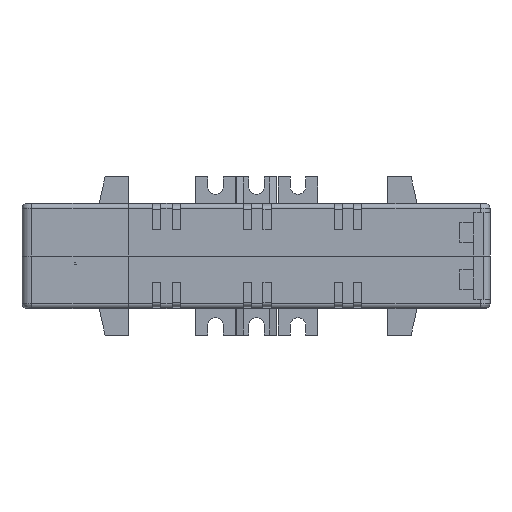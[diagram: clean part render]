
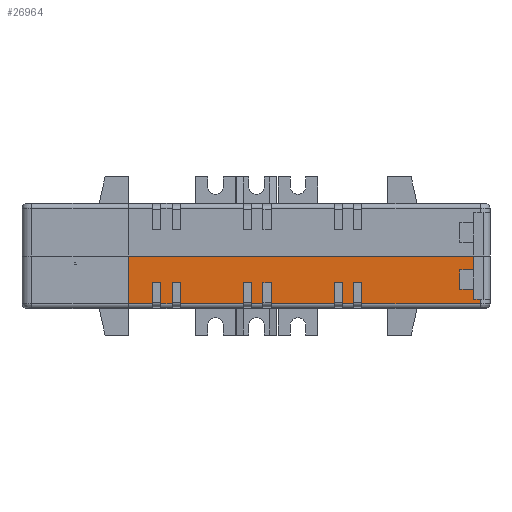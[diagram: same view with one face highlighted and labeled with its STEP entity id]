
A CAD part, left-side view. The second image highlights one B-rep face of the part: STEP entity #26964.
In plain terms, the highlighted planar face has unit normal (-1, 0, 0).
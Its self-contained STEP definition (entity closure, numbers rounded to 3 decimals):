
#419=PLANE('',#28528);
#1614=FACE_OUTER_BOUND('',#3058,.T.);
#3058=EDGE_LOOP('',(#20246,#20247,#20248,#20249,#20250,#20251,#20252,#20253,
#20254,#20255,#20256,#20257,#20258,#20259,#20260,#20261,#20262,#20263,#20264,
#20265,#20266,#20267,#20268,#20269,#20270,#20271,#20272,#20273,#20274,#20275,
#20276,#20277,#20278,#20279));
#5209=LINE('',#40553,#8684);
#5220=LINE('',#40576,#8695);
#5225=LINE('',#40589,#8700);
#5319=LINE('',#40793,#8794);
#5333=LINE('',#40820,#8808);
#5334=LINE('',#40821,#8809);
#5335=LINE('',#40823,#8810);
#5336=LINE('',#40825,#8811);
#5337=LINE('',#40826,#8812);
#5338=LINE('',#40828,#8813);
#5339=LINE('',#40830,#8814);
#5340=LINE('',#40832,#8815);
#5341=LINE('',#40834,#8816);
#5342=LINE('',#40836,#8817);
#5343=LINE('',#40838,#8818);
#5344=LINE('',#40840,#8819);
#5345=LINE('',#40842,#8820);
#5346=LINE('',#40844,#8821);
#5347=LINE('',#40846,#8822);
#5348=LINE('',#40848,#8823);
#5349=LINE('',#40850,#8824);
#5350=LINE('',#40852,#8825);
#5351=LINE('',#40854,#8826);
#5352=LINE('',#40856,#8827);
#5353=LINE('',#40858,#8828);
#5354=LINE('',#40860,#8829);
#5355=LINE('',#40862,#8830);
#5356=LINE('',#40864,#8831);
#5357=LINE('',#40866,#8832);
#5358=LINE('',#40868,#8833);
#5359=LINE('',#40870,#8834);
#5360=LINE('',#40872,#8835);
#5361=LINE('',#40874,#8836);
#5362=LINE('',#40875,#8837);
#8684=VECTOR('',#31529,1000.);
#8695=VECTOR('',#31542,1000.);
#8700=VECTOR('',#31551,1000.);
#8794=VECTOR('',#31673,1000.);
#8808=VECTOR('',#31689,1000.);
#8809=VECTOR('',#31690,1000.);
#8810=VECTOR('',#31691,1000.);
#8811=VECTOR('',#31692,1000.);
#8812=VECTOR('',#31693,1000.);
#8813=VECTOR('',#31694,1000.);
#8814=VECTOR('',#31695,1000.);
#8815=VECTOR('',#31696,1000.);
#8816=VECTOR('',#31697,1000.);
#8817=VECTOR('',#31698,1000.);
#8818=VECTOR('',#31699,1000.);
#8819=VECTOR('',#31700,1000.);
#8820=VECTOR('',#31701,1000.);
#8821=VECTOR('',#31702,1000.);
#8822=VECTOR('',#31703,1000.);
#8823=VECTOR('',#31704,1000.);
#8824=VECTOR('',#31705,1000.);
#8825=VECTOR('',#31706,1000.);
#8826=VECTOR('',#31707,1000.);
#8827=VECTOR('',#31708,1000.);
#8828=VECTOR('',#31709,1000.);
#8829=VECTOR('',#31710,1000.);
#8830=VECTOR('',#31711,1000.);
#8831=VECTOR('',#31712,1000.);
#8832=VECTOR('',#31713,1000.);
#8833=VECTOR('',#31714,1000.);
#8834=VECTOR('',#31715,1000.);
#8835=VECTOR('',#31716,1000.);
#8836=VECTOR('',#31717,1000.);
#8837=VECTOR('',#31718,1000.);
#12465=VERTEX_POINT('',#40550);
#12466=VERTEX_POINT('',#40552);
#12476=VERTEX_POINT('',#40574);
#12477=VERTEX_POINT('',#40575);
#12482=VERTEX_POINT('',#40586);
#12483=VERTEX_POINT('',#40588);
#12578=VERTEX_POINT('',#40790);
#12579=VERTEX_POINT('',#40792);
#12592=VERTEX_POINT('',#40822);
#12593=VERTEX_POINT('',#40824);
#12594=VERTEX_POINT('',#40827);
#12595=VERTEX_POINT('',#40829);
#12596=VERTEX_POINT('',#40831);
#12597=VERTEX_POINT('',#40833);
#12598=VERTEX_POINT('',#40835);
#12599=VERTEX_POINT('',#40837);
#12600=VERTEX_POINT('',#40839);
#12601=VERTEX_POINT('',#40841);
#12602=VERTEX_POINT('',#40843);
#12603=VERTEX_POINT('',#40845);
#12604=VERTEX_POINT('',#40847);
#12605=VERTEX_POINT('',#40849);
#12606=VERTEX_POINT('',#40851);
#12607=VERTEX_POINT('',#40853);
#12608=VERTEX_POINT('',#40855);
#12609=VERTEX_POINT('',#40857);
#12610=VERTEX_POINT('',#40859);
#12611=VERTEX_POINT('',#40861);
#12612=VERTEX_POINT('',#40863);
#12613=VERTEX_POINT('',#40865);
#12614=VERTEX_POINT('',#40867);
#12615=VERTEX_POINT('',#40869);
#12616=VERTEX_POINT('',#40871);
#12617=VERTEX_POINT('',#40873);
#15376=EDGE_CURVE('',#12465,#12466,#5209,.T.);
#15387=EDGE_CURVE('',#12476,#12477,#5220,.T.);
#15393=EDGE_CURVE('',#12482,#12483,#5225,.T.);
#15490=EDGE_CURVE('',#12579,#12578,#5319,.T.);
#15504=EDGE_CURVE('',#12476,#12482,#5333,.T.);
#15505=EDGE_CURVE('',#12466,#12477,#5334,.T.);
#15506=EDGE_CURVE('',#12465,#12592,#5335,.T.);
#15507=EDGE_CURVE('',#12592,#12593,#5336,.T.);
#15508=EDGE_CURVE('',#12579,#12593,#5337,.T.);
#15509=EDGE_CURVE('',#12578,#12594,#5338,.T.);
#15510=EDGE_CURVE('',#12595,#12594,#5339,.T.);
#15511=EDGE_CURVE('',#12596,#12595,#5340,.T.);
#15512=EDGE_CURVE('',#12596,#12597,#5341,.T.);
#15513=EDGE_CURVE('',#12597,#12598,#5342,.T.);
#15514=EDGE_CURVE('',#12599,#12598,#5343,.T.);
#15515=EDGE_CURVE('',#12600,#12599,#5344,.T.);
#15516=EDGE_CURVE('',#12600,#12601,#5345,.T.);
#15517=EDGE_CURVE('',#12601,#12602,#5346,.T.);
#15518=EDGE_CURVE('',#12603,#12602,#5347,.T.);
#15519=EDGE_CURVE('',#12604,#12603,#5348,.T.);
#15520=EDGE_CURVE('',#12604,#12605,#5349,.T.);
#15521=EDGE_CURVE('',#12605,#12606,#5350,.T.);
#15522=EDGE_CURVE('',#12607,#12606,#5351,.T.);
#15523=EDGE_CURVE('',#12608,#12607,#5352,.T.);
#15524=EDGE_CURVE('',#12608,#12609,#5353,.T.);
#15525=EDGE_CURVE('',#12609,#12610,#5354,.T.);
#15526=EDGE_CURVE('',#12611,#12610,#5355,.T.);
#15527=EDGE_CURVE('',#12612,#12611,#5356,.T.);
#15528=EDGE_CURVE('',#12612,#12613,#5357,.T.);
#15529=EDGE_CURVE('',#12613,#12614,#5358,.T.);
#15530=EDGE_CURVE('',#12615,#12614,#5359,.T.);
#15531=EDGE_CURVE('',#12616,#12615,#5360,.T.);
#15532=EDGE_CURVE('',#12616,#12617,#5361,.T.);
#15533=EDGE_CURVE('',#12617,#12483,#5362,.T.);
#20246=ORIENTED_EDGE('',*,*,#15504,.F.);
#20247=ORIENTED_EDGE('',*,*,#15387,.T.);
#20248=ORIENTED_EDGE('',*,*,#15505,.F.);
#20249=ORIENTED_EDGE('',*,*,#15376,.F.);
#20250=ORIENTED_EDGE('',*,*,#15506,.T.);
#20251=ORIENTED_EDGE('',*,*,#15507,.T.);
#20252=ORIENTED_EDGE('',*,*,#15508,.F.);
#20253=ORIENTED_EDGE('',*,*,#15490,.T.);
#20254=ORIENTED_EDGE('',*,*,#15509,.T.);
#20255=ORIENTED_EDGE('',*,*,#15510,.F.);
#20256=ORIENTED_EDGE('',*,*,#15511,.F.);
#20257=ORIENTED_EDGE('',*,*,#15512,.T.);
#20258=ORIENTED_EDGE('',*,*,#15513,.T.);
#20259=ORIENTED_EDGE('',*,*,#15514,.F.);
#20260=ORIENTED_EDGE('',*,*,#15515,.F.);
#20261=ORIENTED_EDGE('',*,*,#15516,.T.);
#20262=ORIENTED_EDGE('',*,*,#15517,.T.);
#20263=ORIENTED_EDGE('',*,*,#15518,.F.);
#20264=ORIENTED_EDGE('',*,*,#15519,.F.);
#20265=ORIENTED_EDGE('',*,*,#15520,.T.);
#20266=ORIENTED_EDGE('',*,*,#15521,.T.);
#20267=ORIENTED_EDGE('',*,*,#15522,.F.);
#20268=ORIENTED_EDGE('',*,*,#15523,.F.);
#20269=ORIENTED_EDGE('',*,*,#15524,.T.);
#20270=ORIENTED_EDGE('',*,*,#15525,.T.);
#20271=ORIENTED_EDGE('',*,*,#15526,.F.);
#20272=ORIENTED_EDGE('',*,*,#15527,.F.);
#20273=ORIENTED_EDGE('',*,*,#15528,.T.);
#20274=ORIENTED_EDGE('',*,*,#15529,.T.);
#20275=ORIENTED_EDGE('',*,*,#15530,.F.);
#20276=ORIENTED_EDGE('',*,*,#15531,.F.);
#20277=ORIENTED_EDGE('',*,*,#15532,.T.);
#20278=ORIENTED_EDGE('',*,*,#15533,.T.);
#20279=ORIENTED_EDGE('',*,*,#15393,.F.);
#26964=ADVANCED_FACE('',(#1614),#419,.F.);
#28528=AXIS2_PLACEMENT_3D('',#40819,#31687,#31688);
#31529=DIRECTION('',(0.,0.,-1.));
#31542=DIRECTION('',(0.,0.,1.));
#31551=DIRECTION('',(0.,0.,-1.));
#31673=DIRECTION('',(0.,0.,-1.));
#31687=DIRECTION('center_axis',(1.,0.,0.));
#31688=DIRECTION('ref_axis',(0.,1.,0.));
#31689=DIRECTION('',(0.,-1.,0.));
#31690=DIRECTION('',(0.,-1.,0.));
#31691=DIRECTION('',(0.,-1.,0.));
#31692=DIRECTION('',(0.,0.,1.));
#31693=DIRECTION('',(0.,-1.,0.));
#31694=DIRECTION('',(0.,-1.,0.));
#31695=DIRECTION('',(0.,0.,-1.));
#31696=DIRECTION('',(0.,1.,0.));
#31697=DIRECTION('',(0.,0.,-1.));
#31698=DIRECTION('',(0.,-1.,0.));
#31699=DIRECTION('',(0.,0.,-1.));
#31700=DIRECTION('',(0.,1.,0.));
#31701=DIRECTION('',(0.,0.,-1.));
#31702=DIRECTION('',(0.,-1.,0.));
#31703=DIRECTION('',(0.,0.,-1.));
#31704=DIRECTION('',(0.,1.,0.));
#31705=DIRECTION('',(0.,0.,-1.));
#31706=DIRECTION('',(0.,-1.,0.));
#31707=DIRECTION('',(0.,0.,-1.));
#31708=DIRECTION('',(0.,1.,0.));
#31709=DIRECTION('',(0.,0.,-1.));
#31710=DIRECTION('',(0.,-1.,0.));
#31711=DIRECTION('',(0.,0.,-1.));
#31712=DIRECTION('',(0.,1.,0.));
#31713=DIRECTION('',(0.,0.,-1.));
#31714=DIRECTION('',(0.,-1.,0.));
#31715=DIRECTION('',(0.,0.,-1.));
#31716=DIRECTION('',(0.,1.,0.));
#31717=DIRECTION('',(0.,0.,-1.));
#31718=DIRECTION('',(0.,-1.,0.));
#40550=CARTESIAN_POINT('',(-56.5,-46.45,11.9));
#40552=CARTESIAN_POINT('',(-56.5,-46.45,5.9));
#40553=CARTESIAN_POINT('',(-56.5,-46.45,11.9));
#40574=CARTESIAN_POINT('',(-56.5,-50.75,2.8));
#40575=CARTESIAN_POINT('',(-56.5,-50.75,5.9));
#40576=CARTESIAN_POINT('',(-56.5,-50.75,-28.017));
#40586=CARTESIAN_POINT('',(-56.5,-52.75,2.8));
#40588=CARTESIAN_POINT('',(-56.5,-52.75,1.5));
#40589=CARTESIAN_POINT('',(-56.5,-52.75,16.2));
#40790=CARTESIAN_POINT('',(-56.5,55.75,1.5));
#40792=CARTESIAN_POINT('',(-56.5,55.75,16.2));
#40793=CARTESIAN_POINT('',(-56.5,55.75,16.2));
#40819=CARTESIAN_POINT('Origin',(-56.5,55.75,16.2));
#40820=CARTESIAN_POINT('',(-56.5,-52.75,2.8));
#40821=CARTESIAN_POINT('',(-56.5,-27.497,5.9));
#40822=CARTESIAN_POINT('',(-56.5,-50.75,11.9));
#40823=CARTESIAN_POINT('',(-56.5,-27.497,11.9));
#40824=CARTESIAN_POINT('',(-56.5,-50.75,16.2));
#40825=CARTESIAN_POINT('',(-56.5,-50.75,-28.017));
#40826=CARTESIAN_POINT('',(-56.5,55.75,16.2));
#40827=CARTESIAN_POINT('',(-56.5,48.25,1.5));
#40828=CARTESIAN_POINT('',(-56.5,55.75,1.5));
#40829=CARTESIAN_POINT('',(-56.5,48.25,8.));
#40830=CARTESIAN_POINT('',(-56.5,48.25,0.5));
#40831=CARTESIAN_POINT('',(-56.5,45.75,8.));
#40832=CARTESIAN_POINT('',(-56.5,48.25,8.));
#40833=CARTESIAN_POINT('',(-56.5,45.75,1.5));
#40834=CARTESIAN_POINT('',(-56.5,45.75,0.5));
#40835=CARTESIAN_POINT('',(-56.5,42.25,1.5));
#40836=CARTESIAN_POINT('',(-56.5,55.75,1.5));
#40837=CARTESIAN_POINT('',(-56.5,42.25,8.));
#40838=CARTESIAN_POINT('',(-56.5,42.25,0.5));
#40839=CARTESIAN_POINT('',(-56.5,39.75,8.));
#40840=CARTESIAN_POINT('',(-56.5,42.25,8.));
#40841=CARTESIAN_POINT('',(-56.5,39.75,1.5));
#40842=CARTESIAN_POINT('',(-56.5,39.75,0.5));
#40843=CARTESIAN_POINT('',(-56.5,20.25,1.5));
#40844=CARTESIAN_POINT('',(-56.5,55.75,1.5));
#40845=CARTESIAN_POINT('',(-56.5,20.25,8.));
#40846=CARTESIAN_POINT('',(-56.5,20.25,0.5));
#40847=CARTESIAN_POINT('',(-56.5,17.75,8.));
#40848=CARTESIAN_POINT('',(-56.5,20.25,8.));
#40849=CARTESIAN_POINT('',(-56.5,17.75,1.5));
#40850=CARTESIAN_POINT('',(-56.5,17.75,0.5));
#40851=CARTESIAN_POINT('',(-56.5,14.25,1.5));
#40852=CARTESIAN_POINT('',(-56.5,55.75,1.5));
#40853=CARTESIAN_POINT('',(-56.5,14.25,8.));
#40854=CARTESIAN_POINT('',(-56.5,14.25,0.5));
#40855=CARTESIAN_POINT('',(-56.5,11.75,8.));
#40856=CARTESIAN_POINT('',(-56.5,14.25,8.));
#40857=CARTESIAN_POINT('',(-56.5,11.75,1.5));
#40858=CARTESIAN_POINT('',(-56.5,11.75,0.5));
#40859=CARTESIAN_POINT('',(-56.5,-7.75,1.5));
#40860=CARTESIAN_POINT('',(-56.5,55.75,1.5));
#40861=CARTESIAN_POINT('',(-56.5,-7.75,8.));
#40862=CARTESIAN_POINT('',(-56.5,-7.75,0.5));
#40863=CARTESIAN_POINT('',(-56.5,-10.25,8.));
#40864=CARTESIAN_POINT('',(-56.5,-7.75,8.));
#40865=CARTESIAN_POINT('',(-56.5,-10.25,1.5));
#40866=CARTESIAN_POINT('',(-56.5,-10.25,0.5));
#40867=CARTESIAN_POINT('',(-56.5,-13.75,1.5));
#40868=CARTESIAN_POINT('',(-56.5,55.75,1.5));
#40869=CARTESIAN_POINT('',(-56.5,-13.75,8.));
#40870=CARTESIAN_POINT('',(-56.5,-13.75,0.5));
#40871=CARTESIAN_POINT('',(-56.5,-16.25,8.));
#40872=CARTESIAN_POINT('',(-56.5,-13.75,8.));
#40873=CARTESIAN_POINT('',(-56.5,-16.25,1.5));
#40874=CARTESIAN_POINT('',(-56.5,-16.25,0.5));
#40875=CARTESIAN_POINT('',(-56.5,55.75,1.5));
